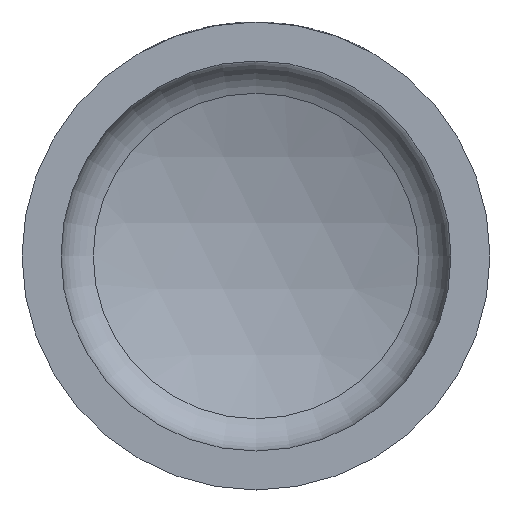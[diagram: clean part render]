
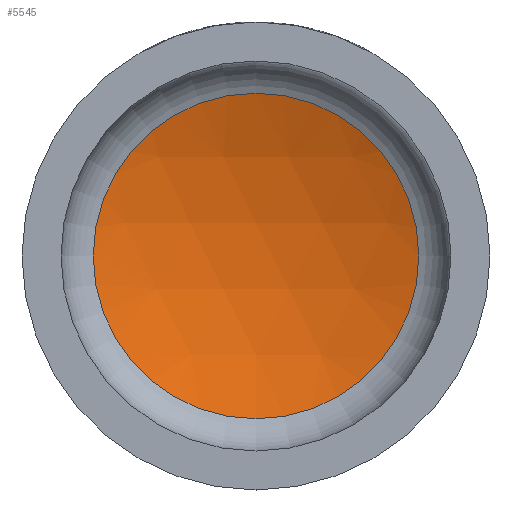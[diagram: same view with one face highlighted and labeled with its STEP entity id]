
A CAD part, front view. The second image highlights one B-rep face of the part: STEP entity #5545.
In plain terms, the highlighted spherical face has radius 18 mm.
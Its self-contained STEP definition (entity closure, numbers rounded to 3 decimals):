
#1222 = CARTESIAN_POINT ( 'NONE',  ( 0., 10.781, 0. ) ) ;
#3089 = DIRECTION ( 'NONE',  ( 0., -1., 0. ) ) ;
#3878 = SPHERICAL_SURFACE ( 'NONE', #4534, 18. ) ;
#4534 = AXIS2_PLACEMENT_3D ( 'NONE', #9348, #5489, #6421 ) ;
#5489 = DIRECTION ( 'NONE',  ( 0., 0., 1. ) ) ;
#5545 = ADVANCED_FACE ( 'NONE', ( #10832 ), #3878, .F. ) ;
#6020 = EDGE_CURVE ( 'NONE', #7789, #7789, #10222, .T. ) ;
#6421 = DIRECTION ( 'NONE',  ( 1., 0., 0. ) ) ;
#7726 = CARTESIAN_POINT ( 'NONE',  ( 0., 10.781, -6.261 ) ) ;
#7729 = DIRECTION ( 'NONE',  ( 0., 0., -1. ) ) ;
#7789 = VERTEX_POINT ( 'NONE', #7726 ) ;
#8300 = ORIENTED_EDGE ( 'NONE', *, *, #6020, .T. ) ;
#9348 = CARTESIAN_POINT ( 'NONE',  ( 0., -6.095, 0. ) ) ;
#10222 = CIRCLE ( 'NONE', #11749, 6.261 ) ;
#10832 = FACE_OUTER_BOUND ( 'NONE', #11568, .T. ) ;
#11568 = EDGE_LOOP ( 'NONE', ( #8300 ) ) ;
#11749 = AXIS2_PLACEMENT_3D ( 'NONE', #1222, #3089, #7729 ) ;
